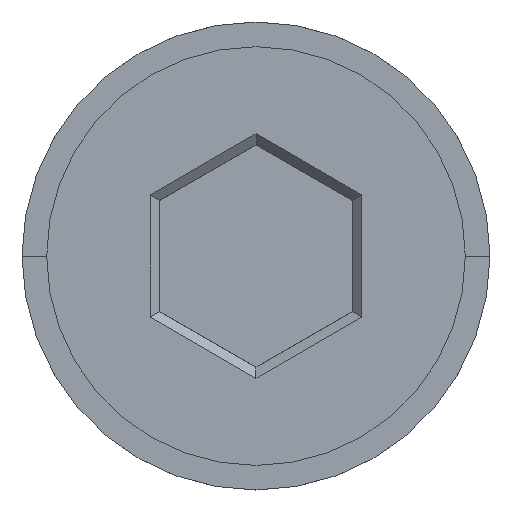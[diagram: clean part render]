
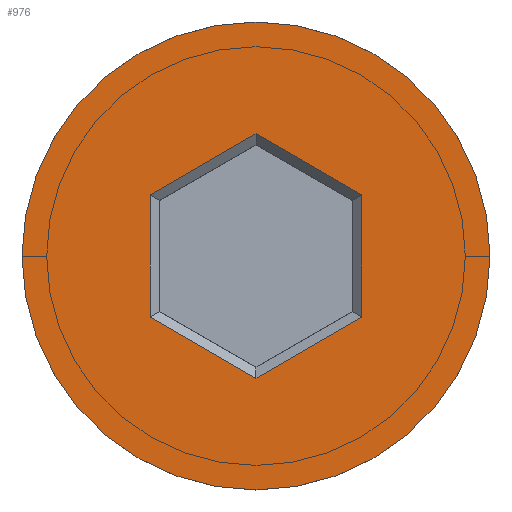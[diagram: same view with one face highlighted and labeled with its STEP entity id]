
A CAD part, top view. The second image highlights one B-rep face of the part: STEP entity #976.
In plain terms, the highlighted planar face has unit normal (0, 0, 1).
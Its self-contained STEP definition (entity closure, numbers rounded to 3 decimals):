
#1 = VERTEX_POINT ( 'NONE', #507 ) ;
#20 = EDGE_CURVE ( 'NONE', #46, #847, #526, .T. ) ;
#26 = CARTESIAN_POINT ( 'NONE',  ( 0.1, -2.425, 0. ) ) ;
#46 = VERTEX_POINT ( 'NONE', #1058 ) ;
#95 = EDGE_CURVE ( 'NONE', #1, #132, #1379, .T. ) ;
#102 = DIRECTION ( 'NONE',  ( 1., 0., 0. ) ) ;
#132 = VERTEX_POINT ( 'NONE', #1241 ) ;
#162 = VERTEX_POINT ( 'NONE', #231 ) ;
#220 = DIRECTION ( 'NONE',  ( 1., 0., 0. ) ) ;
#229 = CARTESIAN_POINT ( 'NONE',  ( -2.15, 1.126, 0. ) ) ;
#231 = CARTESIAN_POINT ( 'NONE',  ( 0., 2.483, 0. ) ) ;
#245 = DIRECTION ( 'NONE',  ( 1., 0., 0. ) ) ;
#250 = EDGE_CURVE ( 'NONE', #132, #1, #725, .T. ) ;
#268 = VECTOR ( 'NONE', #375, 1000. ) ;
#273 = CARTESIAN_POINT ( 'NONE',  ( 0., -2.483, 0. ) ) ;
#275 = ORIENTED_EDGE ( 'NONE', *, *, #20, .T. ) ;
#319 = DIRECTION ( 'NONE',  ( 0.866, 0.5, 0. ) ) ;
#331 = LINE ( 'NONE', #1349, #1049 ) ;
#340 = AXIS2_PLACEMENT_3D ( 'NONE', #1085, #1224, #102 ) ;
#375 = DIRECTION ( 'NONE',  ( -0.866, 0.5, 0. ) ) ;
#377 = DIRECTION ( 'NONE',  ( 0., 0., 1. ) ) ;
#481 = CARTESIAN_POINT ( 'NONE',  ( -2.15, 1.241, 0. ) ) ;
#507 = CARTESIAN_POINT ( 'NONE',  ( -4.75, 0., 0. ) ) ;
#511 = CARTESIAN_POINT ( 'NONE',  ( 2.15, -1.126, 0. ) ) ;
#526 = LINE ( 'NONE', #511, #1509 ) ;
#550 = ORIENTED_EDGE ( 'NONE', *, *, #760, .T. ) ;
#581 = VERTEX_POINT ( 'NONE', #273 ) ;
#625 = VERTEX_POINT ( 'NONE', #1405 ) ;
#693 = DIRECTION ( 'NONE',  ( 0., 0., 1. ) ) ;
#725 = CIRCLE ( 'NONE', #934, 4.75 ) ;
#741 = LINE ( 'NONE', #1374, #268 ) ;
#760 = EDGE_CURVE ( 'NONE', #847, #581, #797, .T. ) ;
#764 = LINE ( 'NONE', #1008, #962 ) ;
#789 = EDGE_CURVE ( 'NONE', #1558, #162, #764, .T. ) ;
#797 = LINE ( 'NONE', #26, #1433 ) ;
#801 = DIRECTION ( 'NONE',  ( -0.866, -0.5, 0. ) ) ;
#838 = CARTESIAN_POINT ( 'NONE',  ( 2.15, -1.241, 0. ) ) ;
#845 = EDGE_CURVE ( 'NONE', #625, #1558, #950, .T. ) ;
#847 = VERTEX_POINT ( 'NONE', #838 ) ;
#894 = DIRECTION ( 'NONE',  ( 0., -1., 0. ) ) ;
#932 = CARTESIAN_POINT ( 'NONE',  ( 0., 0., 0. ) ) ;
#934 = AXIS2_PLACEMENT_3D ( 'NONE', #932, #693, #220 ) ;
#945 = EDGE_CURVE ( 'NONE', #162, #46, #331, .T. ) ;
#950 = LINE ( 'NONE', #229, #1302 ) ;
#962 = VECTOR ( 'NONE', #319, 1000. ) ;
#976 = ADVANCED_FACE ( 'NONE', ( #1215, #978 ), #1235, .T. ) ;
#978 = FACE_OUTER_BOUND ( 'NONE', #1498, .T. ) ;
#1008 = CARTESIAN_POINT ( 'NONE',  ( -0.1, 2.425, 0. ) ) ;
#1049 = VECTOR ( 'NONE', #1594, 1000. ) ;
#1058 = CARTESIAN_POINT ( 'NONE',  ( 2.15, 1.241, 0. ) ) ;
#1070 = ORIENTED_EDGE ( 'NONE', *, *, #945, .T. ) ;
#1085 = CARTESIAN_POINT ( 'NONE',  ( 0., 0., 0. ) ) ;
#1101 = EDGE_CURVE ( 'NONE', #581, #625, #741, .T. ) ;
#1104 = DIRECTION ( 'NONE',  ( 0., 1., 0. ) ) ;
#1112 = ORIENTED_EDGE ( 'NONE', *, *, #1101, .T. ) ;
#1146 = ORIENTED_EDGE ( 'NONE', *, *, #845, .T. ) ;
#1215 = FACE_BOUND ( 'NONE', #1415, .T. ) ;
#1224 = DIRECTION ( 'NONE',  ( 0., 0., 1. ) ) ;
#1235 = PLANE ( 'NONE',  #340 ) ;
#1241 = CARTESIAN_POINT ( 'NONE',  ( 4.75, 0., 0. ) ) ;
#1260 = ORIENTED_EDGE ( 'NONE', *, *, #250, .T. ) ;
#1302 = VECTOR ( 'NONE', #1104, 1000. ) ;
#1349 = CARTESIAN_POINT ( 'NONE',  ( 2.05, 1.299, 0. ) ) ;
#1369 = CARTESIAN_POINT ( 'NONE',  ( 0., 0., 0. ) ) ;
#1374 = CARTESIAN_POINT ( 'NONE',  ( -2.05, -1.299, 0. ) ) ;
#1379 = CIRCLE ( 'NONE', #1532, 4.75 ) ;
#1405 = CARTESIAN_POINT ( 'NONE',  ( -2.15, -1.241, 0. ) ) ;
#1415 = EDGE_LOOP ( 'NONE', ( #1112, #1146, #1604, #1070, #275, #550 ) ) ;
#1429 = ORIENTED_EDGE ( 'NONE', *, *, #95, .T. ) ;
#1433 = VECTOR ( 'NONE', #801, 1000. ) ;
#1498 = EDGE_LOOP ( 'NONE', ( #1260, #1429 ) ) ;
#1509 = VECTOR ( 'NONE', #894, 1000. ) ;
#1532 = AXIS2_PLACEMENT_3D ( 'NONE', #1369, #377, #245 ) ;
#1558 = VERTEX_POINT ( 'NONE', #481 ) ;
#1594 = DIRECTION ( 'NONE',  ( 0.866, -0.5, 0. ) ) ;
#1604 = ORIENTED_EDGE ( 'NONE', *, *, #789, .T. ) ;
